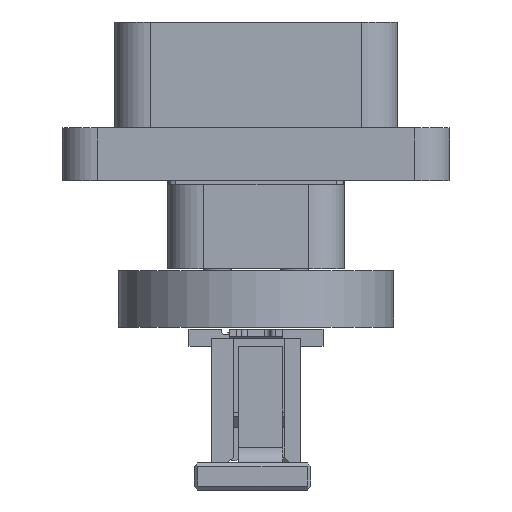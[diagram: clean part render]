
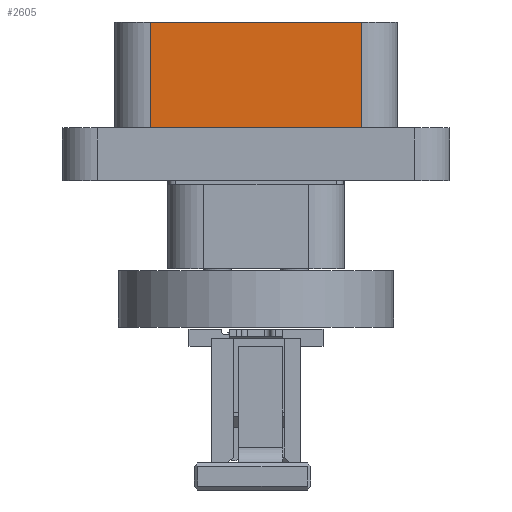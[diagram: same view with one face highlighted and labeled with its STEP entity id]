
A CAD part, left-side view. The second image highlights one B-rep face of the part: STEP entity #2605.
In plain terms, the highlighted face is planar.
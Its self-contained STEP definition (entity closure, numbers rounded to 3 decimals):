
#2198 = VERTEX_POINT('',#2199);
#2199 = CARTESIAN_POINT('',(13.8,-3.,4.5));
#2206 = EDGE_CURVE('',#2198,#2207,#2209,.T.);
#2207 = VERTEX_POINT('',#2208);
#2208 = CARTESIAN_POINT('',(13.8,3.,4.5));
#2209 = LINE('',#2210,#2211);
#2210 = CARTESIAN_POINT('',(13.8,-4.,4.5));
#2211 = VECTOR('',#2212,1.);
#2212 = DIRECTION('',(0.,1.,0.));
#2347 = EDGE_CURVE('',#2348,#2350,#2352,.T.);
#2348 = VERTEX_POINT('',#2349);
#2349 = CARTESIAN_POINT('',(13.8,3.,1.5));
#2350 = VERTEX_POINT('',#2351);
#2351 = CARTESIAN_POINT('',(13.8,-3.,1.5));
#2352 = LINE('',#2353,#2354);
#2353 = CARTESIAN_POINT('',(13.8,-4.,1.5));
#2354 = VECTOR('',#2355,1.);
#2355 = DIRECTION('',(0.,-1.,0.));
#2551 = EDGE_CURVE('',#2207,#2348,#2552,.T.);
#2552 = LINE('',#2553,#2554);
#2553 = CARTESIAN_POINT('',(13.8,3.,0.));
#2554 = VECTOR('',#2555,1.);
#2555 = DIRECTION('',(0.,0.,-1.));
#2595 = EDGE_CURVE('',#2350,#2198,#2596,.T.);
#2596 = LINE('',#2597,#2598);
#2597 = CARTESIAN_POINT('',(13.8,-3.,0.));
#2598 = VECTOR('',#2599,1.);
#2599 = DIRECTION('',(0.,0.,1.));
#2605 = ADVANCED_FACE('',(#2606),#2612,.T.);
#2606 = FACE_BOUND('',#2607,.T.);
#2607 = EDGE_LOOP('',(#2608,#2609,#2610,#2611));
#2608 = ORIENTED_EDGE('',*,*,#2551,.F.);
#2609 = ORIENTED_EDGE('',*,*,#2206,.F.);
#2610 = ORIENTED_EDGE('',*,*,#2595,.F.);
#2611 = ORIENTED_EDGE('',*,*,#2347,.F.);
#2612 = PLANE('',#2613);
#2613 = AXIS2_PLACEMENT_3D('',#2614,#2615,#2616);
#2614 = CARTESIAN_POINT('',(13.8,-4.,0.));
#2615 = DIRECTION('',(1.,0.,0.));
#2616 = DIRECTION('',(-0.,1.,0.));
